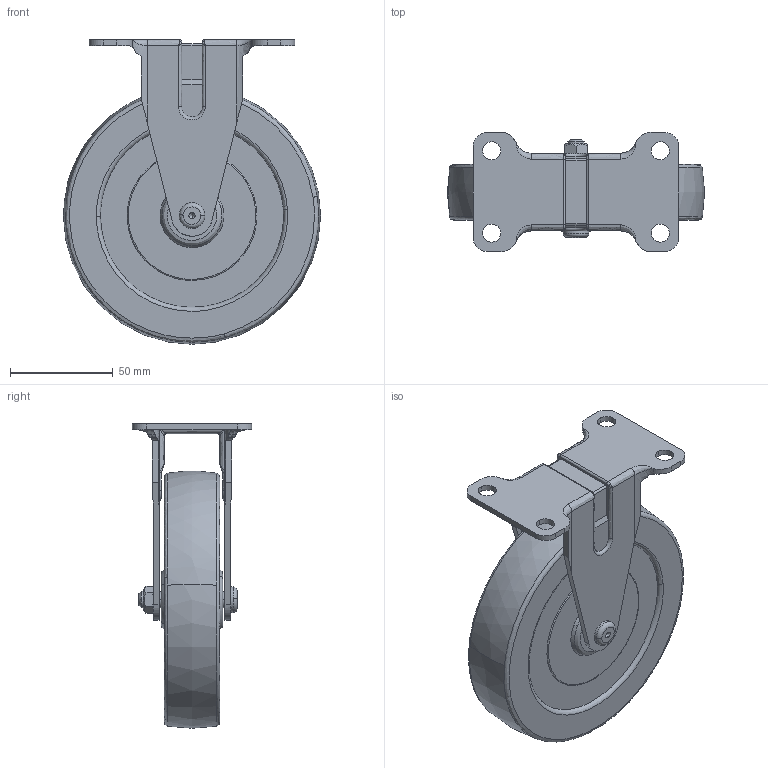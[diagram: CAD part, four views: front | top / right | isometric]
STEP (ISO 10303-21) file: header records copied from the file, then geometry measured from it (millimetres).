
FILE_DESCRIPTION((''),'2;1');
FILE_NAME('','2005-12-15T17:18:13',(''),(''),'','CADfix','');
FILE_SCHEMA(('AUTOMOTIVE_DESIGN'));
Length unit declared in the file: millimetre
Products named in the file (4): wheel; body; axle; No_420_ER_R125_5_30614_36
Assembly tree (3 placements, depth 2):
  No_420_ER_R125_5_30614_36
    wheel
    body
    axle
Bounding box: 125 x 58 x 148 mm (x, y, z)
Volume: 339946 mm3; surface area: 61704.1 mm2
Topology: 3 solids, 3 shells, 197 faces, 593 edges, 402 vertices
Faces by surface type: bspline 197
Entity records: 10744 total; most frequent: CARTESIAN_POINT 7503, ORIENTED_EDGE 1166, EDGE_CURVE 583, VERTEX_POINT 402, EDGE_LOOP 221, FACE_OUTER_BOUND 197, ADVANCED_FACE 197, QUASI_UNIFORM_CURVE 187
